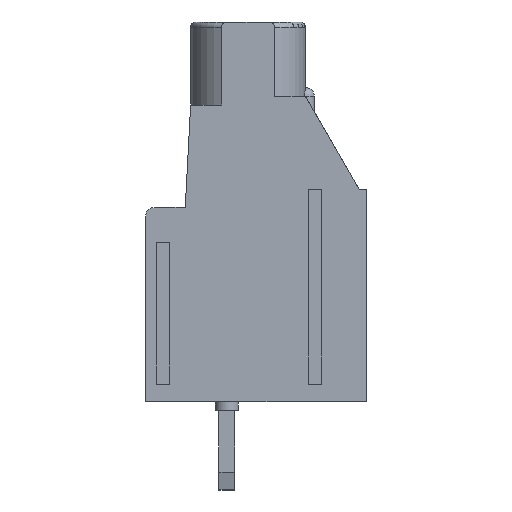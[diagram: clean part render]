
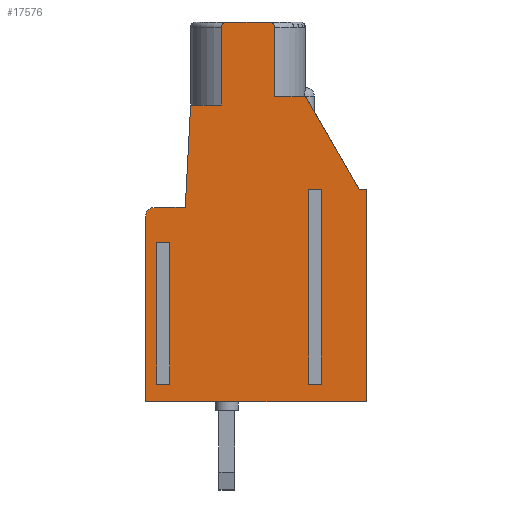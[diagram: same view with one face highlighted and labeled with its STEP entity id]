
A CAD part, left-side view. The second image highlights one B-rep face of the part: STEP entity #17576.
In plain terms, the highlighted planar face has unit normal (-1, 0, 0).
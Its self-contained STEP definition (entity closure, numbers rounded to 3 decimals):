
#14994 = VERTEX_POINT('',#14995);
#14995 = CARTESIAN_POINT('',(-3.937,-2.396,21.7));
#15114 = VERTEX_POINT('',#15115);
#15115 = CARTESIAN_POINT('',(-3.937,0.004,
    21.7));
#15121 = EDGE_CURVE('',#14994,#15114,#15122,.T.);
#15122 = LINE('',#15123,#15124);
#15123 = CARTESIAN_POINT('',(-3.937,-26.032,
    21.7));
#15124 = VECTOR('',#15125,1.);
#15125 = DIRECTION('',(0.,1.,0.));
#15250 = VERTEX_POINT('',#15251);
#15251 = CARTESIAN_POINT('',(-3.937,0.304,21.4));
#15257 = EDGE_CURVE('',#15250,#15114,#15258,.T.);
#15258 = CIRCLE('',#15259,0.3);
#15259 = AXIS2_PLACEMENT_3D('',#15260,#15261,#15262);
#15260 = CARTESIAN_POINT('',(-3.937,0.004,
    21.4));
#15261 = DIRECTION('',(1.,0.,0.));
#15262 = DIRECTION('',(0.,1.,0.));
#15272 = EDGE_CURVE('',#15250,#15273,#15275,.T.);
#15273 = VERTEX_POINT('',#15274);
#15274 = CARTESIAN_POINT('',(-3.937,0.304,17.));
#15275 = LINE('',#15276,#15277);
#15276 = CARTESIAN_POINT('',(-3.937,0.304,-78.655));
#15277 = VECTOR('',#15278,1.);
#15278 = DIRECTION('',(0.,0.,-1.));
#15306 = VERTEX_POINT('',#15307);
#15307 = CARTESIAN_POINT('',(-3.937,4.104,11.2));
#15313 = EDGE_CURVE('',#15306,#15314,#15316,.T.);
#15314 = VERTEX_POINT('',#15315);
#15315 = CARTESIAN_POINT('',(-3.937,2.358,
    11.2));
#15316 = LINE('',#15317,#15318);
#15317 = CARTESIAN_POINT('',(-3.937,-26.032,
    11.2));
#15318 = VECTOR('',#15319,1.);
#15319 = DIRECTION('',(0.,-1.,0.));
#15490 = VERTEX_POINT('',#15491);
#15491 = CARTESIAN_POINT('',(-3.937,-4.446,17.483));
#15497 = EDGE_CURVE('',#15490,#15498,#15500,.T.);
#15498 = VERTEX_POINT('',#15499);
#15499 = CARTESIAN_POINT('',(-3.937,-7.496,12.2));
#15500 = LINE('',#15501,#15502);
#15501 = CARTESIAN_POINT('',(-3.937,-59.951,
    -78.655));
#15502 = VECTOR('',#15503,1.);
#15503 = DIRECTION('',(0.,-0.5,-0.866));
#16980 = EDGE_CURVE('',#16981,#16983,#16985,.T.);
#16981 = VERTEX_POINT('',#16982);
#16982 = CARTESIAN_POINT('',(-3.937,-7.896,0.2));
#16983 = VERTEX_POINT('',#16984);
#16984 = CARTESIAN_POINT('',(-3.937,4.604,0.2));
#16985 = LINE('',#16986,#16987);
#16986 = CARTESIAN_POINT('',(-3.937,-26.032,
    0.2));
#16987 = VECTOR('',#16988,1.);
#16988 = DIRECTION('',(0.,1.,0.));
#17398 = VERTEX_POINT('',#17399);
#17399 = CARTESIAN_POINT('',(-3.937,-7.896,12.2));
#17407 = EDGE_CURVE('',#15498,#17398,#17408,.T.);
#17408 = LINE('',#17409,#17410);
#17409 = CARTESIAN_POINT('',(-3.937,-26.032,
    12.2));
#17410 = VECTOR('',#17411,1.);
#17411 = DIRECTION('',(0.,-1.,0.));
#17441 = VERTEX_POINT('',#17442);
#17442 = CARTESIAN_POINT('',(-3.937,-2.696,17.483));
#17448 = EDGE_CURVE('',#17441,#15490,#17449,.T.);
#17449 = LINE('',#17450,#17451);
#17450 = CARTESIAN_POINT('',(-3.937,-26.032,
    17.483));
#17451 = VECTOR('',#17452,1.);
#17452 = DIRECTION('',(0.,-1.,0.));
#17556 = EDGE_CURVE('',#17441,#17557,#17559,.T.);
#17557 = VERTEX_POINT('',#17558);
#17558 = CARTESIAN_POINT('',(-3.937,-2.696,21.4));
#17559 = LINE('',#17560,#17561);
#17560 = CARTESIAN_POINT('',(-3.937,-2.696,-78.655));
#17561 = VECTOR('',#17562,1.);
#17562 = DIRECTION('',(0.,0.,1.));
#17576 = ADVANCED_FACE('',(#17577,#17630,#17664),#17698,.F.);
#17577 = FACE_BOUND('',#17578,.T.);
#17578 = EDGE_LOOP('',(#17579,#17580,#17586,#17587,#17588,#17589,#17590,
    #17597,#17598,#17599,#17600,#17608,#17614,#17615,#17624));
#17579 = ORIENTED_EDGE('',*,*,#16980,.F.);
#17580 = ORIENTED_EDGE('',*,*,#17581,.F.);
#17581 = EDGE_CURVE('',#17398,#16981,#17582,.T.);
#17582 = LINE('',#17583,#17584);
#17583 = CARTESIAN_POINT('',(-3.937,-7.896,-78.655));
#17584 = VECTOR('',#17585,1.);
#17585 = DIRECTION('',(0.,0.,-1.));
#17586 = ORIENTED_EDGE('',*,*,#17407,.F.);
#17587 = ORIENTED_EDGE('',*,*,#15497,.F.);
#17588 = ORIENTED_EDGE('',*,*,#17448,.F.);
#17589 = ORIENTED_EDGE('',*,*,#17556,.T.);
#17590 = ORIENTED_EDGE('',*,*,#17591,.T.);
#17591 = EDGE_CURVE('',#17557,#14994,#17592,.T.);
#17592 = CIRCLE('',#17593,0.3);
#17593 = AXIS2_PLACEMENT_3D('',#17594,#17595,#17596);
#17594 = CARTESIAN_POINT('',(-3.937,-2.396,21.4));
#17595 = DIRECTION('',(-1.,0.,0.));
#17596 = DIRECTION('',(0.,-1.,0.));
#17597 = ORIENTED_EDGE('',*,*,#15121,.T.);
#17598 = ORIENTED_EDGE('',*,*,#15257,.F.);
#17599 = ORIENTED_EDGE('',*,*,#15272,.T.);
#17600 = ORIENTED_EDGE('',*,*,#17601,.F.);
#17601 = EDGE_CURVE('',#17602,#15273,#17604,.T.);
#17602 = VERTEX_POINT('',#17603);
#17603 = CARTESIAN_POINT('',(-3.937,2.054,17.));
#17604 = LINE('',#17605,#17606);
#17605 = CARTESIAN_POINT('',(-3.937,-26.032,
    17.));
#17606 = VECTOR('',#17607,1.);
#17607 = DIRECTION('',(0.,-1.,0.));
#17608 = ORIENTED_EDGE('',*,*,#17609,.F.);
#17609 = EDGE_CURVE('',#15314,#17602,#17610,.T.);
#17610 = LINE('',#17611,#17612);
#17611 = CARTESIAN_POINT('',(-3.937,7.067,
    -78.655));
#17612 = VECTOR('',#17613,1.);
#17613 = DIRECTION('',(0.,-0.052,0.999));
#17614 = ORIENTED_EDGE('',*,*,#15313,.F.);
#17615 = ORIENTED_EDGE('',*,*,#17616,.F.);
#17616 = EDGE_CURVE('',#17617,#15306,#17619,.T.);
#17617 = VERTEX_POINT('',#17618);
#17618 = CARTESIAN_POINT('',(-3.937,4.604,10.7));
#17619 = CIRCLE('',#17620,0.5);
#17620 = AXIS2_PLACEMENT_3D('',#17621,#17622,#17623);
#17621 = CARTESIAN_POINT('',(-3.937,4.104,10.7));
#17622 = DIRECTION('',(1.,0.,0.));
#17623 = DIRECTION('',(0.,1.,0.));
#17624 = ORIENTED_EDGE('',*,*,#17625,.F.);
#17625 = EDGE_CURVE('',#16983,#17617,#17626,.T.);
#17626 = LINE('',#17627,#17628);
#17627 = CARTESIAN_POINT('',(-3.937,4.604,-78.655));
#17628 = VECTOR('',#17629,1.);
#17629 = DIRECTION('',(0.,0.,1.));
#17630 = FACE_BOUND('',#17631,.T.);
#17631 = EDGE_LOOP('',(#17632,#17642,#17650,#17658));
#17632 = ORIENTED_EDGE('',*,*,#17633,.F.);
#17633 = EDGE_CURVE('',#17634,#17636,#17638,.T.);
#17634 = VERTEX_POINT('',#17635);
#17635 = CARTESIAN_POINT('',(-3.937,3.811,1.2));
#17636 = VERTEX_POINT('',#17637);
#17637 = CARTESIAN_POINT('',(-3.937,3.397,1.2));
#17638 = LINE('',#17639,#17640);
#17639 = CARTESIAN_POINT('',(-3.937,3.811,1.2));
#17640 = VECTOR('',#17641,1.);
#17641 = DIRECTION('',(0.,-1.,0.));
#17642 = ORIENTED_EDGE('',*,*,#17643,.T.);
#17643 = EDGE_CURVE('',#17634,#17644,#17646,.T.);
#17644 = VERTEX_POINT('',#17645);
#17645 = CARTESIAN_POINT('',(-3.937,3.811,9.2));
#17646 = LINE('',#17647,#17648);
#17647 = CARTESIAN_POINT('',(-3.937,3.811,-78.655));
#17648 = VECTOR('',#17649,1.);
#17649 = DIRECTION('',(0.,0.,1.));
#17650 = ORIENTED_EDGE('',*,*,#17651,.F.);
#17651 = EDGE_CURVE('',#17652,#17644,#17654,.T.);
#17652 = VERTEX_POINT('',#17653);
#17653 = CARTESIAN_POINT('',(-3.937,3.397,9.2));
#17654 = LINE('',#17655,#17656);
#17655 = CARTESIAN_POINT('',(-3.937,-26.032,
    9.2));
#17656 = VECTOR('',#17657,1.);
#17657 = DIRECTION('',(0.,1.,0.));
#17658 = ORIENTED_EDGE('',*,*,#17659,.T.);
#17659 = EDGE_CURVE('',#17652,#17636,#17660,.T.);
#17660 = LINE('',#17661,#17662);
#17661 = CARTESIAN_POINT('',(-3.937,3.397,-78.655));
#17662 = VECTOR('',#17663,1.);
#17663 = DIRECTION('',(0.,0.,-1.));
#17664 = FACE_BOUND('',#17665,.T.);
#17665 = EDGE_LOOP('',(#17666,#17676,#17684,#17692));
#17666 = ORIENTED_EDGE('',*,*,#17667,.F.);
#17667 = EDGE_CURVE('',#17668,#17670,#17672,.T.);
#17668 = VERTEX_POINT('',#17669);
#17669 = CARTESIAN_POINT('',(-3.937,-4.789,1.2));
#17670 = VERTEX_POINT('',#17671);
#17671 = CARTESIAN_POINT('',(-3.937,-5.203,1.2));
#17672 = LINE('',#17673,#17674);
#17673 = CARTESIAN_POINT('',(-3.937,-4.789,1.2));
#17674 = VECTOR('',#17675,1.);
#17675 = DIRECTION('',(0.,-1.,0.));
#17676 = ORIENTED_EDGE('',*,*,#17677,.T.);
#17677 = EDGE_CURVE('',#17668,#17678,#17680,.T.);
#17678 = VERTEX_POINT('',#17679);
#17679 = CARTESIAN_POINT('',(-3.937,-4.789,12.2));
#17680 = LINE('',#17681,#17682);
#17681 = CARTESIAN_POINT('',(-3.937,-4.789,-78.655));
#17682 = VECTOR('',#17683,1.);
#17683 = DIRECTION('',(0.,0.,1.));
#17684 = ORIENTED_EDGE('',*,*,#17685,.F.);
#17685 = EDGE_CURVE('',#17686,#17678,#17688,.T.);
#17686 = VERTEX_POINT('',#17687);
#17687 = CARTESIAN_POINT('',(-3.937,-5.203,12.2));
#17688 = LINE('',#17689,#17690);
#17689 = CARTESIAN_POINT('',(-3.937,-26.032,
    12.2));
#17690 = VECTOR('',#17691,1.);
#17691 = DIRECTION('',(0.,1.,0.));
#17692 = ORIENTED_EDGE('',*,*,#17693,.T.);
#17693 = EDGE_CURVE('',#17686,#17670,#17694,.T.);
#17694 = LINE('',#17695,#17696);
#17695 = CARTESIAN_POINT('',(-3.937,-5.203,-78.655));
#17696 = VECTOR('',#17697,1.);
#17697 = DIRECTION('',(0.,0.,-1.));
#17698 = PLANE('',#17699);
#17699 = AXIS2_PLACEMENT_3D('',#17700,#17701,#17702);
#17700 = CARTESIAN_POINT('',(-3.937,-4.789,0.2));
#17701 = DIRECTION('',(1.,0.,0.));
#17702 = DIRECTION('',(0.,1.,0.));
